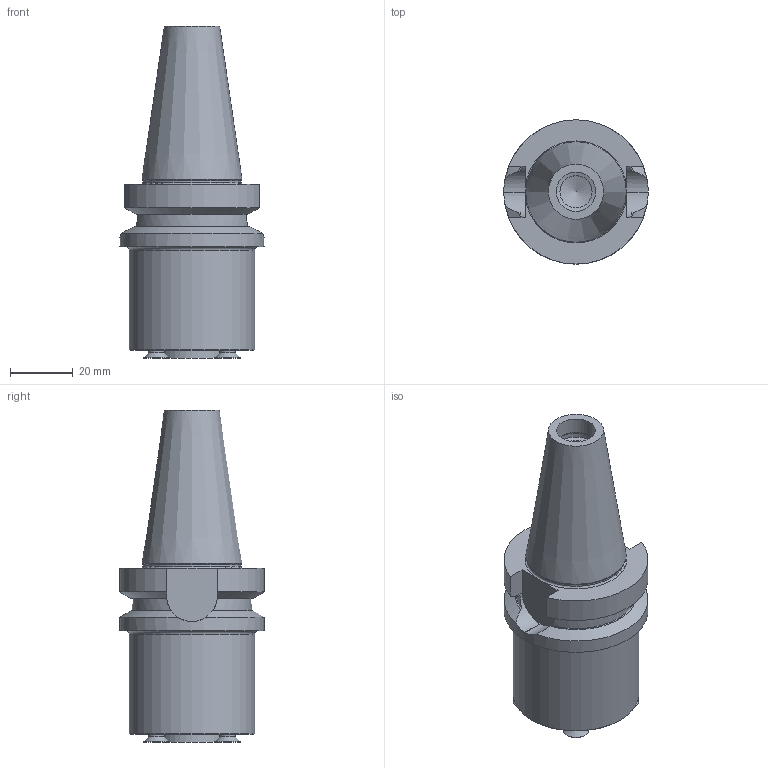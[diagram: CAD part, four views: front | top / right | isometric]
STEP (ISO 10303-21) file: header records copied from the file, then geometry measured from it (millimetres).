
FILE_DESCRIPTION(/* description */ ('3-D model version:1'),/* implementation_level */ '2;1');
FILE_NAME(/* name */ 'B30-X22-040-055',/* time_stamp */ '2016-12-02T14:03:02',/* author */ ('CappDp'),/* organization */ ('AB Sandvik Coromant'),/* preprocessor_version */ 'ST-DEVELOPER v15',/* originating_system */ 'SIEMENS PLM Software NX 8.5',/* authorization */ '');
FILE_SCHEMA(('AUTOMOTIVE_DESIGN'));
Length unit declared in the file: millimetre
Products named in the file (1): 3451_1_3D
Bounding box: 45.98 x 45.98 x 105.8 mm (x, y, z)
Volume: 92572.5 mm3; surface area: 15947 mm2
Topology: 1 solids, 1 shells, 61 faces, 148 edges, 95 vertices
Faces by surface type: cylinder 23, plane 22, cone 14, torus 2
Full cylindrical faces by diameter (mm): 4.994 x4, 8 x4, 10.25 x1, 12.514 x1, 12.914 x1, 21.994 x1, 31.3 x1, 40 x1, 45.98 x1
Entity records: 1690 total; most frequent: CARTESIAN_POINT 332, DIRECTION 274, ORIENTED_EDGE 222, AXIS2_PLACEMENT_3D 120, EDGE_CURVE 111, EDGE_LOOP 94, VERTEX_POINT 86, FACE_BOUND 64
